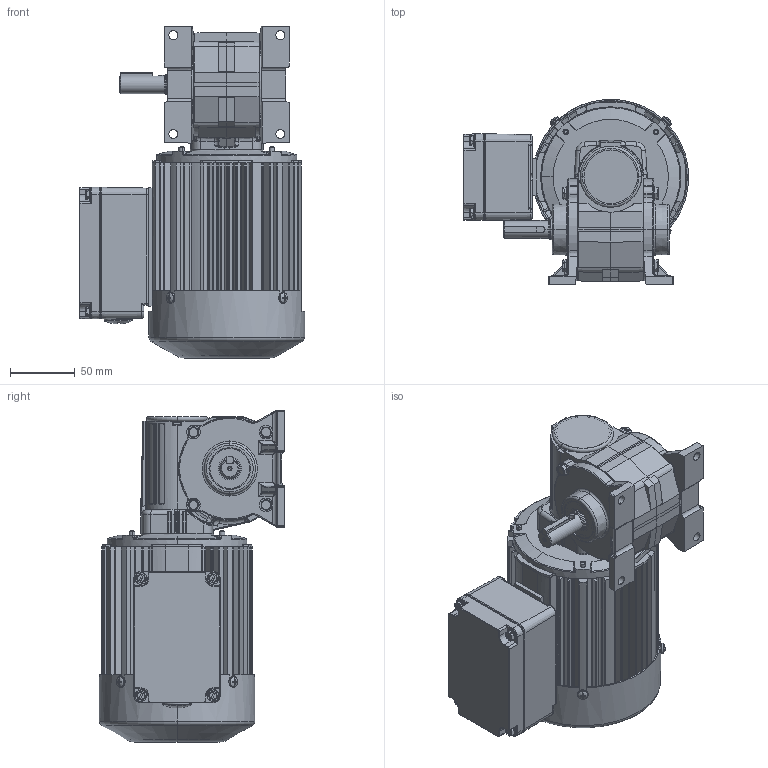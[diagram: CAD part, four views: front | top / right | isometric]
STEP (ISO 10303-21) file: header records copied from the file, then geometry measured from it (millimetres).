
FILE_DESCRIPTION (( 'STEP AP203' ), '1' );
FILE_NAME ('INFM0334.STEP', '2013-06-04T16:16:25', ( 'Admin' ), ( 'Bodine Electric Company' ), 'SwSTEP 2.0', 'SolidWorks 2012', '' );
FILE_SCHEMA (( 'CONFIG_CONTROL_DESIGN' ));
Products named in the file (25): INFM0334; 54100082_54100082 ; 552AA003_55200014; 541AA014_54100081; 55512974_55512974; 571aa005_57100019; 51600006_51600006; 571aa014_57100021; 571aa004_57100034; 51600009_51600009; 541AA031_54100003; 541AA007_54100019; 541AA014_54100050; 526GJ001_52601001; 52501005_52501005; 328AZ015_328AZ015; 119AZ005_119AZ005; 328AZ029_329AZ029; 546aa005_54600003; 223AZ002_223AZ002; 514AA001_51418704; 57501030_57501030infs; 332AZ002_332AZ002; 332AZ001_332AZ001; 343AZ001_343AZ001
Assembly tree (43 placements, depth 3):
  INFM0334
    343AZ001_343AZ001
    332AZ001_332AZ001
    332AZ002_332AZ002
    57501030_57501030infs
    514AA001_51418704
    223AZ002_223AZ002
    546aa005_54600003
    328AZ029_329AZ029
    119AZ005_119AZ005
    328AZ015_328AZ015
    526GJ001_52601001
      52501005_52501005
    541AA014_54100050  x8
    541AA007_54100019  x4
    541AA031_54100003  x4
    51600009_51600009
    571aa014_57100021
      571aa004_57100034
    51600006_51600006
    571aa005_57100019
    55512974_55512974  x4
    541AA014_54100081  x4
    552AA003_55200014
    54100082_54100082 
Bounding box: 173.77 x 143.19 x 256.27 mm (x, y, z)
Volume: 1896792.9 mm3; surface area: 388328.6 mm2
Topology: 47 solids, 48 shells, 3418 faces, 8626 edges, 5327 vertices
Faces by surface type: plane 1294, cylinder 1067, bspline 415, cone 369, torus 223, sphere 50
Entity records: 93174 total; most frequent: CARTESIAN_POINT 29188, ORIENTED_EDGE 13130, DIRECTION 12656, EDGE_CURVE 6565, AXIS2_PLACEMENT_3D 5028, VERTEX_POINT 4089, EDGE_LOOP 2806, CIRCLE 2776
